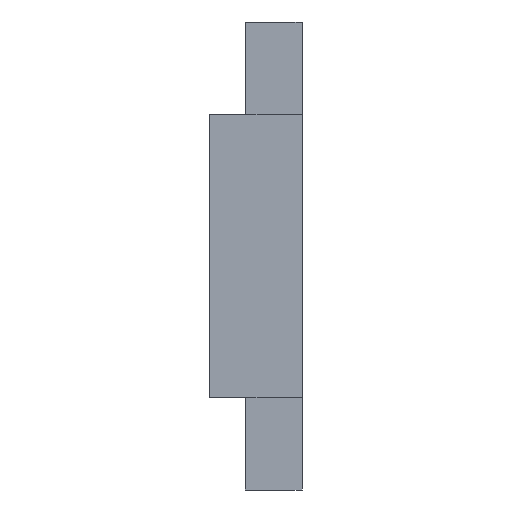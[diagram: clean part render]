
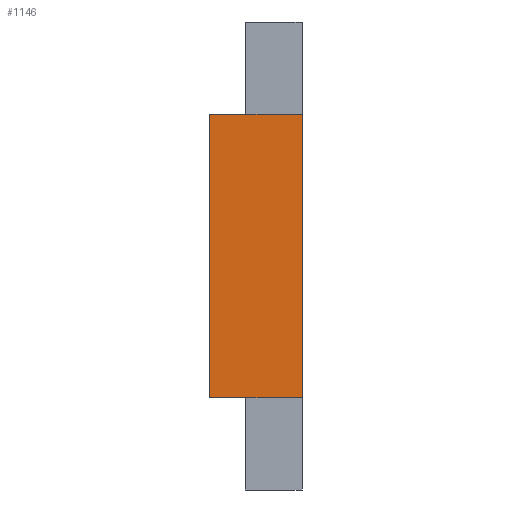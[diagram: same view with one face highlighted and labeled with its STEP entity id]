
A CAD part, left-side view. The second image highlights one B-rep face of the part: STEP entity #1146.
In plain terms, the highlighted planar face has unit normal (-1, 0, 0).
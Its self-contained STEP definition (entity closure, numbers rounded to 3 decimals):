
#74=PLANE('',#1320);
#132=FACE_OUTER_BOUND('',#214,.T.);
#214=EDGE_LOOP('',(#981,#982,#983,#984));
#258=LINE('',#1821,#322);
#263=LINE('',#1846,#327);
#288=LINE('',#2001,#352);
#289=LINE('',#2002,#353);
#322=VECTOR('',#1458,10.);
#327=VECTOR('',#1481,10.);
#352=VECTOR('',#1668,10.);
#353=VECTOR('',#1669,10.);
#511=VERTEX_POINT('',#1818);
#512=VERTEX_POINT('',#1820);
#523=VERTEX_POINT('',#1844);
#572=VERTEX_POINT('',#2000);
#638=EDGE_CURVE('',#511,#512,#258,.T.);
#651=EDGE_CURVE('',#523,#511,#263,.T.);
#724=EDGE_CURVE('',#523,#572,#288,.T.);
#725=EDGE_CURVE('',#572,#512,#289,.T.);
#981=ORIENTED_EDGE('',*,*,#724,.T.);
#982=ORIENTED_EDGE('',*,*,#725,.T.);
#983=ORIENTED_EDGE('',*,*,#638,.F.);
#984=ORIENTED_EDGE('',*,*,#651,.F.);
#1146=ADVANCED_FACE('',(#132),#74,.T.);
#1320=AXIS2_PLACEMENT_3D('',#1999,#1666,#1667);
#1458=DIRECTION('',(0.,0.,1.));
#1481=DIRECTION('',(0.,1.,0.));
#1666=DIRECTION('center_axis',(-1.,0.,0.));
#1667=DIRECTION('ref_axis',(0.,0.,1.));
#1668=DIRECTION('',(0.,0.,1.));
#1669=DIRECTION('',(0.,1.,0.));
#1818=CARTESIAN_POINT('',(-43.346,6.5,-9.815));
#1820=CARTESIAN_POINT('',(-43.346,6.5,10.185));
#1821=CARTESIAN_POINT('',(-43.346,6.5,-9.815));
#1844=CARTESIAN_POINT('',(-43.346,0.,-9.815));
#1846=CARTESIAN_POINT('',(-43.346,0.,-9.815));
#1999=CARTESIAN_POINT('Origin',(-43.346,0.,-9.815));
#2000=CARTESIAN_POINT('',(-43.346,0.,10.185));
#2001=CARTESIAN_POINT('',(-43.346,0.,-9.815));
#2002=CARTESIAN_POINT('',(-43.346,0.,10.185));
